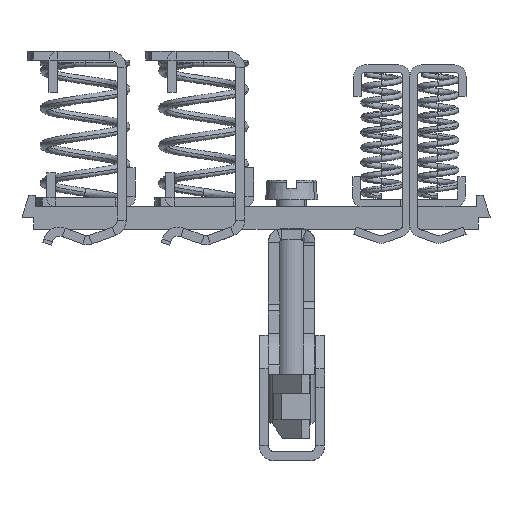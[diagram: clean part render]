
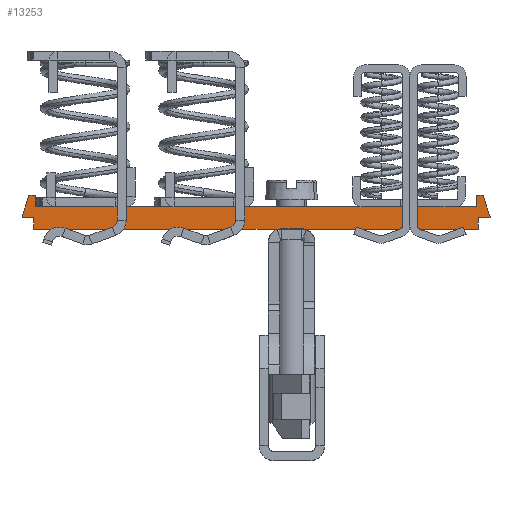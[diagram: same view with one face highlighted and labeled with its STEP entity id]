
A CAD part, front view. The second image highlights one B-rep face of the part: STEP entity #13253.
In plain terms, the highlighted planar face has unit normal (0, -1, 0).
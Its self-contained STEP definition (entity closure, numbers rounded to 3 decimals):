
#13235=AXIS2_PLACEMENT_3D('Plane Axis2P3D',#13232,#13233,#13234) ;
#12797=CARTESIAN_POINT('Vertex',(1.6,21.5,30.95)) ;
#12811=CARTESIAN_POINT('Vertex',(60.9,21.5,30.95)) ;
#12814=CARTESIAN_POINT('Line Origine',(31.25,21.5,30.95)) ;
#12842=CARTESIAN_POINT('Vertex',(60.9,21.5,32.45)) ;
#12845=CARTESIAN_POINT('Line Origine',(60.9,21.5,31.7)) ;
#12873=CARTESIAN_POINT('Vertex',(62.5,21.5,32.45)) ;
#12876=CARTESIAN_POINT('Line Origine',(61.7,21.5,32.45)) ;
#12904=CARTESIAN_POINT('Vertex',(62.5,21.5,32.65)) ;
#12907=CARTESIAN_POINT('Line Origine',(62.5,21.5,32.55)) ;
#12935=CARTESIAN_POINT('Vertex',(61.6,21.5,35.45)) ;
#12938=CARTESIAN_POINT('Line Origine',(62.05,21.5,34.05)) ;
#12966=CARTESIAN_POINT('Vertex',(60.7,21.5,35.45)) ;
#12969=CARTESIAN_POINT('Line Origine',(61.15,21.5,35.45)) ;
#12997=CARTESIAN_POINT('Vertex',(60.7,21.5,33.95)) ;
#13000=CARTESIAN_POINT('Line Origine',(60.7,21.5,34.7)) ;
#13028=CARTESIAN_POINT('Vertex',(1.8,21.5,33.95)) ;
#13031=CARTESIAN_POINT('Line Origine',(31.25,21.5,33.95)) ;
#13059=CARTESIAN_POINT('Vertex',(1.8,21.5,35.45)) ;
#13062=CARTESIAN_POINT('Line Origine',(1.8,21.5,34.7)) ;
#13085=CARTESIAN_POINT('Vertex',(0.9,21.5,35.45)) ;
#13088=CARTESIAN_POINT('Line Origine',(1.35,21.5,35.45)) ;
#13116=CARTESIAN_POINT('Vertex',(0.,21.5,32.65)) ;
#13119=CARTESIAN_POINT('Line Origine',(0.45,21.5,34.05)) ;
#13147=CARTESIAN_POINT('Vertex',(0.,21.5,32.45)) ;
#13150=CARTESIAN_POINT('Line Origine',(0.,21.5,32.55)) ;
#13173=CARTESIAN_POINT('Vertex',(1.6,21.5,32.45)) ;
#13176=CARTESIAN_POINT('Line Origine',(0.8,21.5,32.45)) ;
#13198=CARTESIAN_POINT('Line Origine',(1.6,21.5,31.7)) ;
#13232=CARTESIAN_POINT('Axis2P3D Location',(36.,21.5,30.95)) ;
#12815=DIRECTION('Vector Direction',(-1.,0.,0.)) ;
#12846=DIRECTION('Vector Direction',(0.,0.,-1.)) ;
#12877=DIRECTION('Vector Direction',(-1.,0.,0.)) ;
#12908=DIRECTION('Vector Direction',(0.,0.,1.)) ;
#12939=DIRECTION('Vector Direction',(-0.306,0.,0.952)) ;
#12970=DIRECTION('Vector Direction',(1.,0.,0.)) ;
#13001=DIRECTION('Vector Direction',(0.,0.,1.)) ;
#13032=DIRECTION('Vector Direction',(1.,0.,0.)) ;
#13063=DIRECTION('Vector Direction',(0.,0.,-1.)) ;
#13089=DIRECTION('Vector Direction',(1.,0.,0.)) ;
#13120=DIRECTION('Vector Direction',(0.306,0.,0.952)) ;
#13151=DIRECTION('Vector Direction',(0.,0.,1.)) ;
#13177=DIRECTION('Vector Direction',(-1.,0.,0.)) ;
#13199=DIRECTION('Vector Direction',(0.,0.,1.)) ;
#13233=DIRECTION('Axis2P3D Direction',(0.,-1.,0.)) ;
#13234=DIRECTION('Axis2P3D XDirection',(1.,0.,0.)) ;
#12816=VECTOR('Line Direction',#12815,1.) ;
#12847=VECTOR('Line Direction',#12846,1.) ;
#12878=VECTOR('Line Direction',#12877,1.) ;
#12909=VECTOR('Line Direction',#12908,1.) ;
#12940=VECTOR('Line Direction',#12939,1.) ;
#12971=VECTOR('Line Direction',#12970,1.) ;
#13002=VECTOR('Line Direction',#13001,1.) ;
#13033=VECTOR('Line Direction',#13032,1.) ;
#13064=VECTOR('Line Direction',#13063,1.) ;
#13090=VECTOR('Line Direction',#13089,1.) ;
#13121=VECTOR('Line Direction',#13120,1.) ;
#13152=VECTOR('Line Direction',#13151,1.) ;
#13178=VECTOR('Line Direction',#13177,1.) ;
#13200=VECTOR('Line Direction',#13199,1.) ;
#13238=ORIENTED_EDGE('',*,*,#12818,.T.) ;
#13239=ORIENTED_EDGE('',*,*,#12849,.T.) ;
#13240=ORIENTED_EDGE('',*,*,#12880,.T.) ;
#13241=ORIENTED_EDGE('',*,*,#12911,.T.) ;
#13242=ORIENTED_EDGE('',*,*,#12942,.T.) ;
#13243=ORIENTED_EDGE('',*,*,#12973,.T.) ;
#13244=ORIENTED_EDGE('',*,*,#13004,.T.) ;
#13245=ORIENTED_EDGE('',*,*,#13035,.T.) ;
#13246=ORIENTED_EDGE('',*,*,#13066,.T.) ;
#13247=ORIENTED_EDGE('',*,*,#13092,.T.) ;
#13248=ORIENTED_EDGE('',*,*,#13123,.T.) ;
#13249=ORIENTED_EDGE('',*,*,#13154,.T.) ;
#13250=ORIENTED_EDGE('',*,*,#13180,.T.) ;
#13251=ORIENTED_EDGE('',*,*,#13202,.T.) ;
#13253=ADVANCED_FACE('SMSE',(#13252),#13236,.T.) ;
#12818=EDGE_CURVE('',#12798,#12812,#12817,.F.) ;
#12849=EDGE_CURVE('',#12812,#12843,#12848,.F.) ;
#12880=EDGE_CURVE('',#12843,#12874,#12879,.F.) ;
#12911=EDGE_CURVE('',#12874,#12905,#12910,.T.) ;
#12942=EDGE_CURVE('',#12905,#12936,#12941,.T.) ;
#12973=EDGE_CURVE('',#12936,#12967,#12972,.F.) ;
#13004=EDGE_CURVE('',#12967,#12998,#13003,.F.) ;
#13035=EDGE_CURVE('',#12998,#13029,#13034,.F.) ;
#13066=EDGE_CURVE('',#13029,#13060,#13065,.F.) ;
#13092=EDGE_CURVE('',#13060,#13086,#13091,.F.) ;
#13123=EDGE_CURVE('',#13086,#13117,#13122,.F.) ;
#13154=EDGE_CURVE('',#13117,#13148,#13153,.F.) ;
#13180=EDGE_CURVE('',#13148,#13174,#13179,.F.) ;
#13202=EDGE_CURVE('',#13174,#12798,#13201,.F.) ;
#13237=EDGE_LOOP('',(#13238,#13239,#13240,#13241,#13242,#13243,#13244,#13245,#13246,#13247,#13248,#13249,#13250,#13251)) ;
#13252=FACE_OUTER_BOUND('',#13237,.T.) ;
#12817=LINE('Line',#12814,#12816) ;
#12848=LINE('Line',#12845,#12847) ;
#12879=LINE('Line',#12876,#12878) ;
#12910=LINE('Line',#12907,#12909) ;
#12941=LINE('Line',#12938,#12940) ;
#12972=LINE('Line',#12969,#12971) ;
#13003=LINE('Line',#13000,#13002) ;
#13034=LINE('Line',#13031,#13033) ;
#13065=LINE('Line',#13062,#13064) ;
#13091=LINE('Line',#13088,#13090) ;
#13122=LINE('Line',#13119,#13121) ;
#13153=LINE('Line',#13150,#13152) ;
#13179=LINE('Line',#13176,#13178) ;
#13201=LINE('Line',#13198,#13200) ;
#13236=PLANE('',#13235) ;
#12798=VERTEX_POINT('',#12797) ;
#12812=VERTEX_POINT('',#12811) ;
#12843=VERTEX_POINT('',#12842) ;
#12874=VERTEX_POINT('',#12873) ;
#12905=VERTEX_POINT('',#12904) ;
#12936=VERTEX_POINT('',#12935) ;
#12967=VERTEX_POINT('',#12966) ;
#12998=VERTEX_POINT('',#12997) ;
#13029=VERTEX_POINT('',#13028) ;
#13060=VERTEX_POINT('',#13059) ;
#13086=VERTEX_POINT('',#13085) ;
#13117=VERTEX_POINT('',#13116) ;
#13148=VERTEX_POINT('',#13147) ;
#13174=VERTEX_POINT('',#13173) ;
